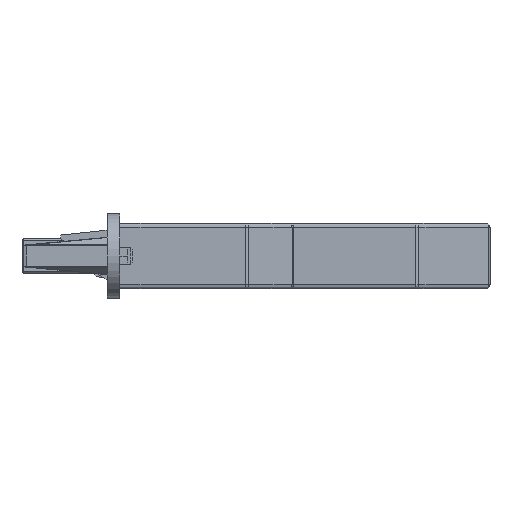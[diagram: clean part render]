
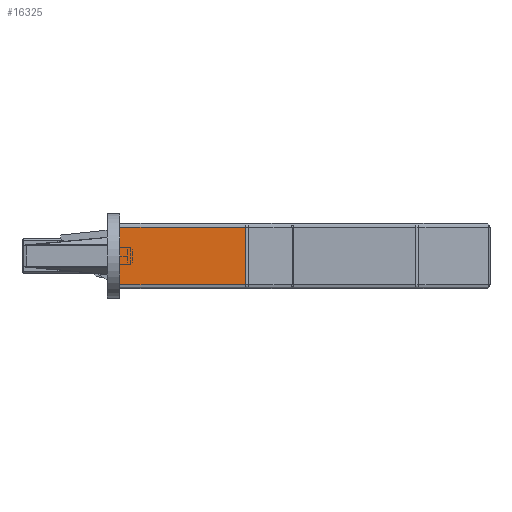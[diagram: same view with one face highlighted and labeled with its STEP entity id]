
A CAD part, front view. The second image highlights one B-rep face of the part: STEP entity #16325.
In plain terms, the highlighted planar face has unit normal (0, -1, 0).
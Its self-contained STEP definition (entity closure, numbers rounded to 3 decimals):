
#465 = EDGE_CURVE ( 'NONE', #17343, #11447, #11838, .T. ) ;
#985 = AXIS2_PLACEMENT_3D ( 'NONE', #22510, #8332, #15315 ) ;
#1327 = PLANE ( 'NONE',  #985 ) ;
#2055 = ORIENTED_EDGE ( 'NONE', *, *, #16882, .T. ) ;
#2309 = DIRECTION ( 'NONE',  ( 0., 0., -1. ) ) ;
#3165 = FACE_OUTER_BOUND ( 'NONE', #20850, .T. ) ;
#3786 = CARTESIAN_POINT ( 'NONE',  ( -13.5, -33.75, 11.25 ) ) ;
#4355 = CARTESIAN_POINT ( 'NONE',  ( -13.5, -33.75, -2.25 ) ) ;
#4431 = LINE ( 'NONE', #11506, #14549 ) ;
#4517 = VERTEX_POINT ( 'NONE', #3786 ) ;
#5202 = DIRECTION ( 'NONE',  ( -1., 0., 0. ) ) ;
#6172 = ORIENTED_EDGE ( 'NONE', *, *, #465, .T. ) ;
#7488 = ORIENTED_EDGE ( 'NONE', *, *, #19372, .T. ) ;
#8332 = DIRECTION ( 'NONE',  ( 0., 1., 0. ) ) ;
#10912 = LINE ( 'NONE', #18109, #17105 ) ;
#11394 = DIRECTION ( 'NONE',  ( 0., 0., 1. ) ) ;
#11447 = VERTEX_POINT ( 'NONE', #11766 ) ;
#11506 = CARTESIAN_POINT ( 'NONE',  ( 16.086, -33.75, 12.25 ) ) ;
#11766 = CARTESIAN_POINT ( 'NONE',  ( 16.086, -33.75, -2.25 ) ) ;
#11838 = LINE ( 'NONE', #15392, #20798 ) ;
#14244 = CARTESIAN_POINT ( 'NONE',  ( 27.3, -33.75, 11.25 ) ) ;
#14549 = VECTOR ( 'NONE', #11394, 1000. ) ;
#15315 = DIRECTION ( 'NONE',  ( -1., 0., 0. ) ) ;
#15392 = CARTESIAN_POINT ( 'NONE',  ( 27.3, -33.75, -2.25 ) ) ;
#15428 = CARTESIAN_POINT ( 'NONE',  ( 16.086, -33.75, 11.25 ) ) ;
#15502 = DIRECTION ( 'NONE',  ( 1., 0., 0. ) ) ;
#15654 = ORIENTED_EDGE ( 'NONE', *, *, #22200, .T. ) ;
#16325 = ADVANCED_FACE ( 'NONE', ( #3165 ), #1327, .F. ) ;
#16882 = EDGE_CURVE ( 'NONE', #4517, #17343, #10912, .T. ) ;
#17105 = VECTOR ( 'NONE', #2309, 1000. ) ;
#17343 = VERTEX_POINT ( 'NONE', #4355 ) ;
#17414 = VECTOR ( 'NONE', #5202, 1000. ) ;
#18109 = CARTESIAN_POINT ( 'NONE',  ( -13.5, -33.75, 12.25 ) ) ;
#18748 = VERTEX_POINT ( 'NONE', #15428 ) ;
#19372 = EDGE_CURVE ( 'NONE', #18748, #4517, #20885, .T. ) ;
#20798 = VECTOR ( 'NONE', #15502, 1000. ) ;
#20850 = EDGE_LOOP ( 'NONE', ( #15654, #7488, #2055, #6172 ) ) ;
#20885 = LINE ( 'NONE', #14244, #17414 ) ;
#22200 = EDGE_CURVE ( 'NONE', #11447, #18748, #4431, .T. ) ;
#22510 = CARTESIAN_POINT ( 'NONE',  ( 27.3, -33.75, 12.25 ) ) ;
